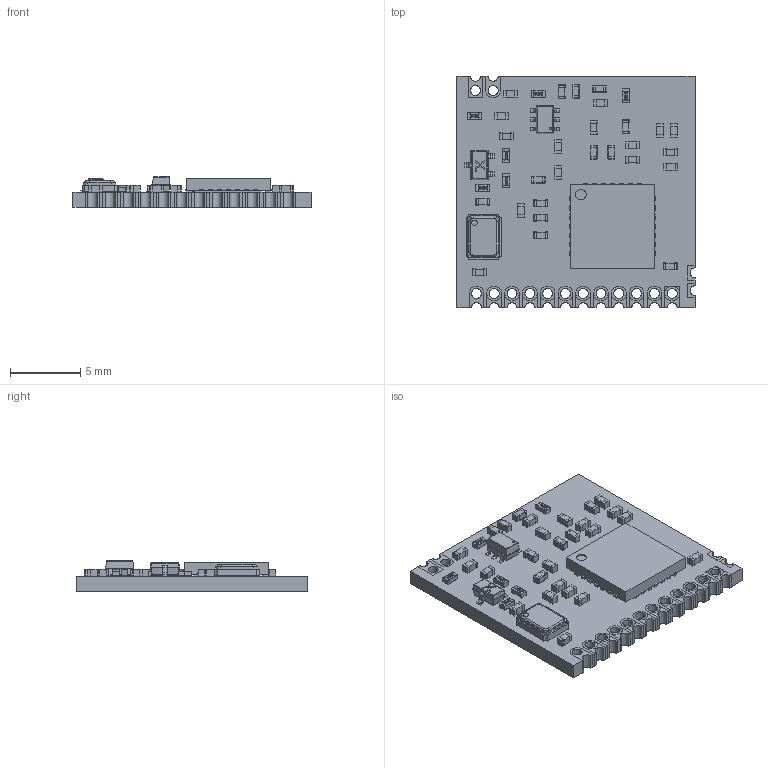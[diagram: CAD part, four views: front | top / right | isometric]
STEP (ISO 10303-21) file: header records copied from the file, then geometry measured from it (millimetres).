
FILE_DESCRIPTION (( 'STEP AP214' ), '1' );
FILE_NAME ('SX1278_mod.STEP', '2023-03-14T09:01:08', ( '' ), ( '' ), 'SwSTEP 2.0', 'SolidWorks 2022', '' );
FILE_SCHEMA (( 'AUTOMOTIVE_DESIGN' ));
Length unit declared in the file: millimetre
Products named in the file (68): Part71; C20.step; User Library-Crystal_ECX-32_Pin1.step; C19.step; User Library-Crystal_ECX-32_Ceramic.step; R2.step; R6.step; C9.step; Body.step; C2.step; IC1.step; User Library-Crystal_ECX-32_MetalFrame.step; L2.step; PinsArrayLR.step; 6473446112.step; Part69; L5.step; Lead.step; Body-0.step; C22.step; User Library-Crystal_ECX-32_Pin4.step; IC2.step; C17.step; C1.step; C18.step; User Library-Crystal_ECX-32_Pin3.step; User Library-Crystal_ECX-32_Pin2.step; User Library-Crystal_ECX-32_Pin1Marker.step; PinsArrayTB.step; PCB_template_v100.step; L4.step; Open CASCADE STEP translator 7.5 3.1.1.step; C21.step; C15.step; C13.step; C16.step; C14.step; L1.step; C7.step; 6473449552.step ...
Assembly tree (99 placements, depth 5):
  SX1278_mod
    PCB_template_v100.step
      Board.step
        Open CASCADE STEP translator 7.5 3.1.1.step
      C24.step
        User Library-SMD CAPACITOR0402.step
      C23.step
        User Library-SMD CAPACITOR0402.step
      C22.step
        User Library-SMD CAPACITOR0402.step
      R6.step
        User Library-R_0402.step
      Q_.step
        6473449552.step
          Upper body.step
          lower body.step
          Lead.step  x3
      R5.step
        User Library-R_0402.step
      R4.step
        User Library-R_0402.step
      R3.step
        User Library-R_0402.step
      R2.step
        User Library-R_0402.step
      R1.step
        User Library-R_0402.step
      L5.step
        ferrite_bead_0402.step
      L4.step
        ferrite_bead_0402.step
      L3.step
        ferrite_bead_0402.step
      L2.step
        ferrite_bead_0402.step
      L1.step
        ferrite_bead_0402.step
      IC2.step
        6473446112.step
          Body.step
          PinsArrayLR.step
      IC1.step
        6664646288.step
          Body-0.step
          ThermalPin.step
          PinsArrayLR-1.step
          PinsArrayTB.step
      C21.step
        User Library-SMD CAPACITOR0402.step
      C20.step
        User Library-SMD CAPACITOR0402.step
      C19.step
        User Library-SMD CAPACITOR0402.step
      C18.step
        User Library-SMD CAPACITOR0402.step
      C17.step
        User Library-SMD CAPACITOR0402.step
      C16.step
        User Library-SMD CAPACITOR0402.step
      C15.step
Bounding box: 17 x 16.52 x 2.18 mm (x, y, z)
Volume: 366 mm3; surface area: 1189.2 mm2
Topology: 139 solids, 139 shells, 2448 faces, 5758 edges, 3462 vertices
Faces by surface type: plane 1353, cylinder 711, sphere 224, bspline 160
Entity records: 33211 total; most frequent: CARTESIAN_POINT 6553, DIRECTION 4785, ORIENTED_EDGE 4374, EDGE_CURVE 2187, AXIS2_PLACEMENT_3D 1612, LINE 1561, VECTOR 1561, VERTEX_POINT 1426
